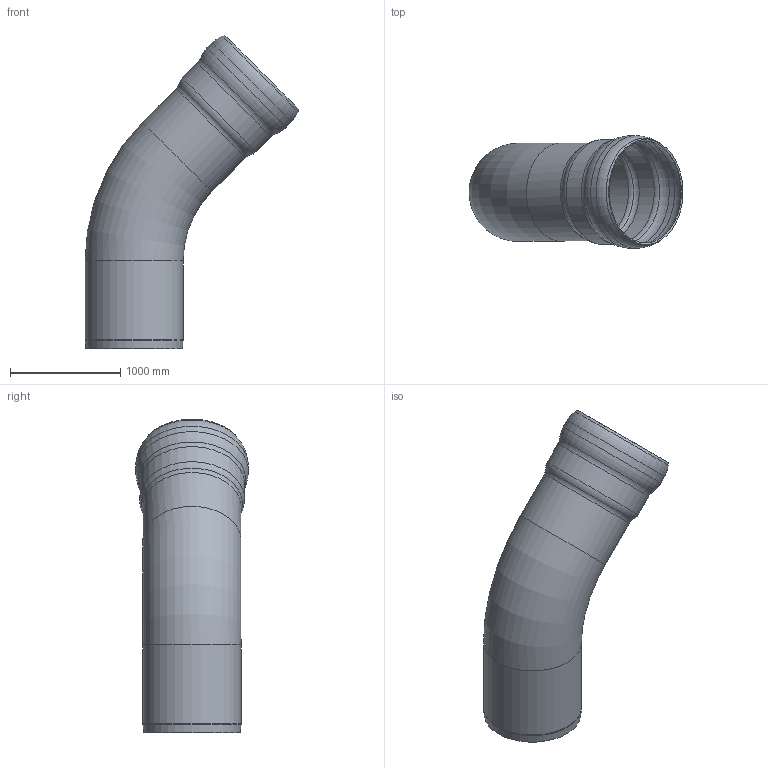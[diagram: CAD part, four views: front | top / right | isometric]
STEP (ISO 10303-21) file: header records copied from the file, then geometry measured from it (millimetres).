
FILE_DESCRIPTION(/* description */ (''),/* implementation_level */ '2;1');
FILE_NAME(/* name */ '00320.080X_3D.stp',/* time_stamp */ '2024-12-11T12:42:45+01:00',/* author */ ('CAD'),/* organization */ (''),/* preprocessor_version */ 'ST-DEVELOPER v20',/* originating_system */ 'AutoCAD Mechanical',/* authorisation */ '');
FILE_SCHEMA (('AUTOMOTIVE_DESIGN { 1 0 10303 214 3 1 1 }'));
Length unit declared in the file: centimetre
Products named in the file (2): Product; *S0
Assembly tree (1 placements, depth 2):
  Product
    *S0
Bounding box: 1941.13 x 1018.11 x 2846.13 mm (x, y, z)
Volume: 132144498.8 mm3; surface area: 16608857.3 mm2
Topology: 1 solids, 1 shells, 28 faces, 76 edges, 48 vertices
Faces by surface type: torus 14, cylinder 8, cone 6
Full cylindrical faces by diameter (mm): 858 x2, 890 x2, 920 x1, 952 x1, 990 x1, 1022 x1
Entity records: 965 total; most frequent: DIRECTION 200, CARTESIAN_POINT 155, ORIENTED_EDGE 152, AXIS2_PLACEMENT_3D 93, EDGE_CURVE 76, CIRCLE 62, VERTEX_POINT 48, FACE_OUTER_BOUND 28
